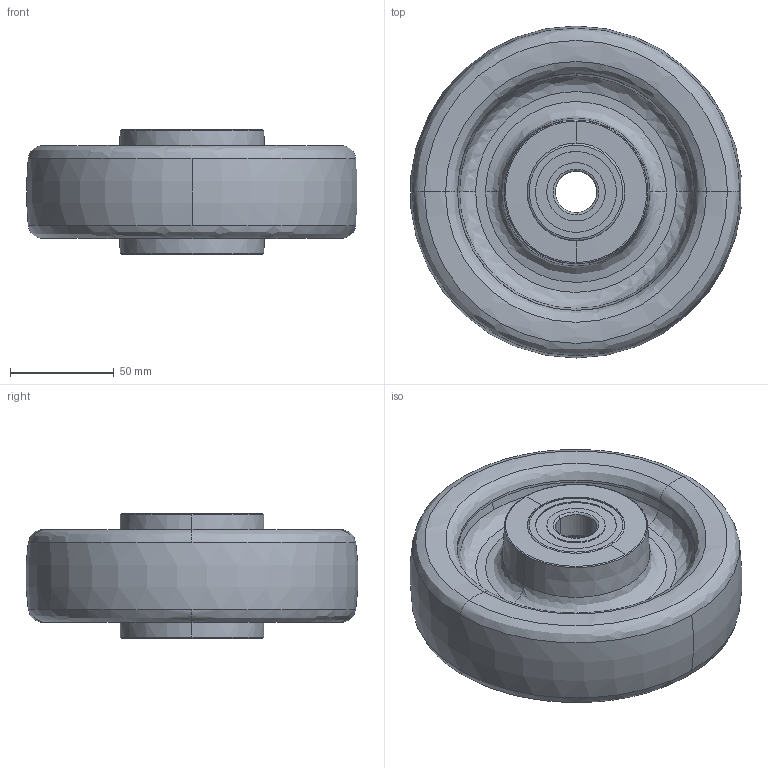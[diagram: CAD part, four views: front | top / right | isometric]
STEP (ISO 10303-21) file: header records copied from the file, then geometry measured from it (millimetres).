
FILE_DESCRIPTION (( 'STEP AP214' ), '1' );
FILE_NAME ('0036914.step', '2023-01-23T10:53:21', ( '' ), ( '' ), 'SwSTEP 2.0', 'SolidWorks 2020', '' );
FILE_SCHEMA (( 'AUTOMOTIVE_DESIGN' ));
Length unit declared in the file: millimetre
Products named in the file (1): 0036914
Bounding box: 159.05 x 159.73 x 60 mm (x, y, z)
Volume: 687562 mm3; surface area: 112577.1 mm2
Topology: 12 solids, 12 shells, 154 faces, 328 edges, 196 vertices
Faces by surface type: cylinder 50, torus 38, bspline 28, plane 22, cone 16
Entity records: 6865 total; most frequent: CARTESIAN_POINT 1579, DIRECTION 828, ORIENTED_EDGE 656, AXIS2_PLACEMENT_3D 381, EDGE_CURVE 328, CIRCLE 254, VERTEX_POINT 196, EDGE_LOOP 176
